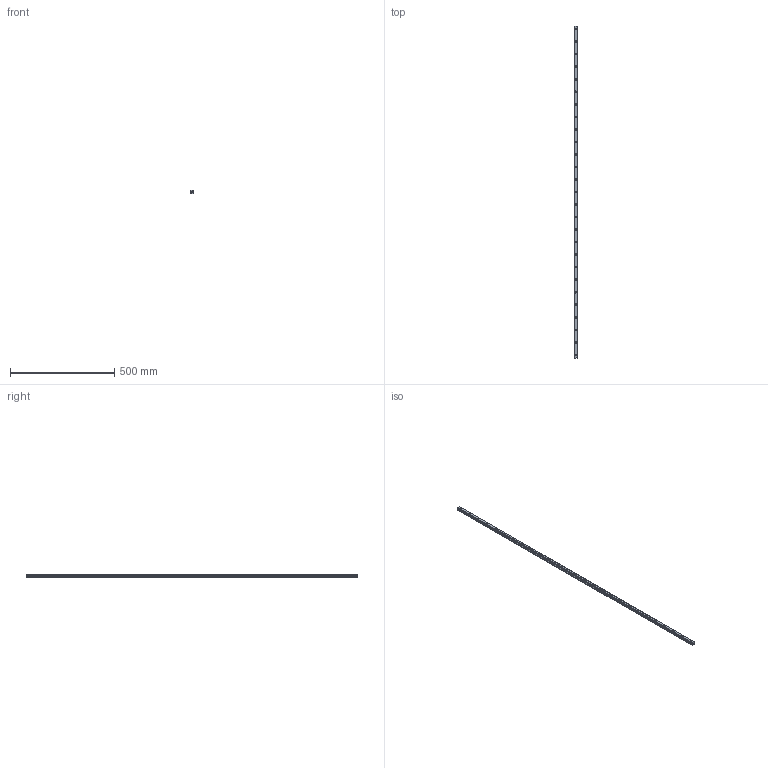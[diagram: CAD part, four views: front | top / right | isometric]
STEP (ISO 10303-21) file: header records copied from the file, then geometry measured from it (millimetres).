
FILE_DESCRIPTION(('STEP AP214'),'1');
FILE_NAME('cctmp_EB141EA1-B931-4027-B8C0-4FA7E733DE85_2020_5_5_15_11_23_566..stp','2020-05-05T13:11:23',('HIWIN GmbH'),('CADClick - www.CADClick.com'),'Spatial InterOp 3D',' ','unknown authorization');
FILE_SCHEMA(('AUTOMOTIVE_DESIGN'));
Length unit declared in the file: millimetre
Products named in the file (1): HGR15R1590H_FILE
Bounding box: 15 x 1590 x 15 mm (x, y, z)
Volume: 291951.1 mm3; surface area: 106181.6 mm2
Topology: 1 solids, 1 shells, 358 faces, 813 edges, 542 vertices
Faces by surface type: cylinder 188, plane 170
Entity records: 13081 total; most frequent: DIRECTION 1907, CARTESIAN_POINT 1714, ORIENTED_EDGE 1626, EDGE_CURVE 813, AXIS2_PLACEMENT_3D 735, VERTEX_POINT 542, EDGE_LOOP 443, LINE 437
